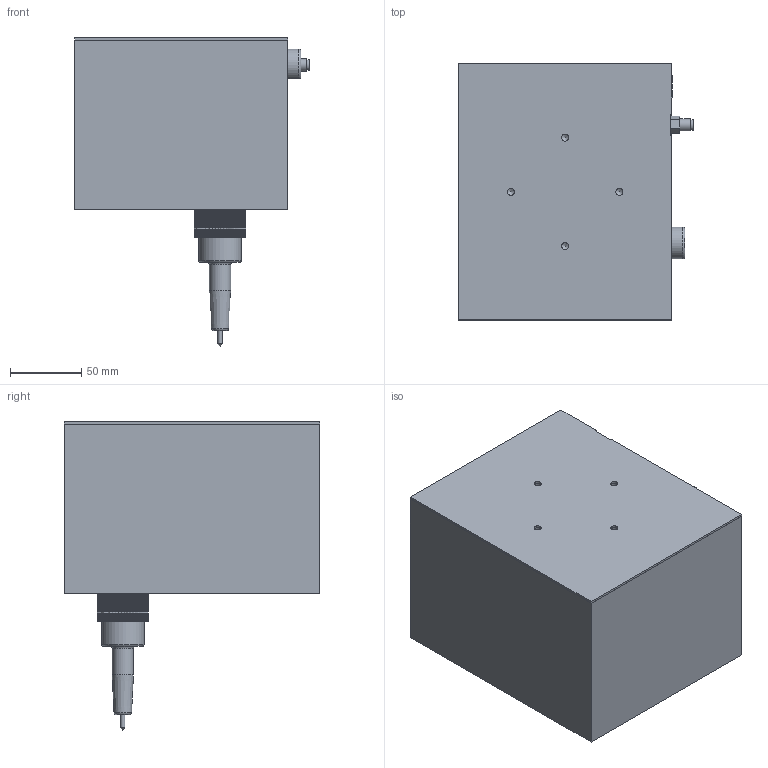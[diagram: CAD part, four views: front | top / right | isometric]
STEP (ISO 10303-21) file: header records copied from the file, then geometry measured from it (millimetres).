
FILE_DESCRIPTION(/* description */ (''),/* implementation_level */ '2;1');
FILE_NAME(/* name */ 'ADP5090 DOT3.stp',/* time_stamp */ '2015-03-06T15:22:09-05:00',/* author */ ('pks'),/* organization */ (''),/* preprocessor_version */ 'ST-DEVELOPER v15.6',/* originating_system */ 'Autodesk Inventor 2015',/* authorisation */ '');
FILE_SCHEMA (('AUTOMOTIVE_DESIGN { 1 0 10303 214 3 1 1 }'));
Length unit declared in the file: inch
Products named in the file (3): ADP5090 HEAD; DOT3; ADP5090 DOT3
Assembly tree (2 placements, depth 2):
  ADP5090 DOT3
    ADP5090 HEAD
    DOT3
Bounding box: 165.1 x 179.83 x 216.61 mm (x, y, z)
Volume: 3285008.7 mm3; surface area: 200630.1 mm2
Topology: 3 solids, 4 shells, 397 faces, 1115 edges, 743 vertices
Faces by surface type: plane 264, cylinder 122, cone 7, torus 4
Full cylindrical faces by diameter (mm): 2.997 x1, 3.343 x1, 4.928 x8, 5.08 x1, 5.963 x1, 7.64 x1, 8.457 x1, 9.525 x1, 9.753 x1, 14.986 x1, 15.543 x1, 29.972 x1, 32.434 x1
Entity records: 12755 total; most frequent: CARTESIAN_POINT 2223, ORIENTED_EDGE 2140, DIRECTION 2124, EDGE_CURVE 1070, LINE 818, VECTOR 818, VERTEX_POINT 729, AXIS2_PLACEMENT_3D 653
